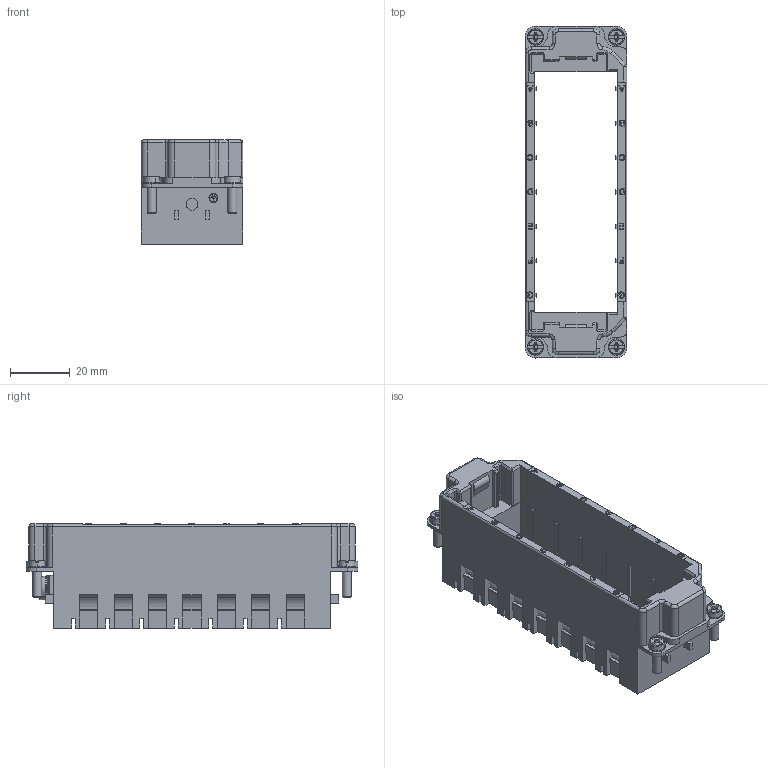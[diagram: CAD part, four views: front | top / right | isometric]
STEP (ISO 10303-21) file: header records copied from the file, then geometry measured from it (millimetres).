
FILE_DESCRIPTION(/* description */ (''),/* implementation_level */ '2;1');
FILE_NAME(/* name */ 'c146 p24 001 g8nxc001-02.stp',/* time_stamp */ '2021-03-22T09:26:49+01:00',/* author */ (''),/* organization */ (''),/* preprocessor_version */ 'ST-DEVELOPER v16.7',/* originating_system */ 'SIEMENS PLM Software NX 12.0',/* authorisation */ '');
FILE_SCHEMA (('AUTOMOTIVE_DESIGN { 1 0 10303 214 3 1 1 1 }'));
Length unit declared in the file: millimetre
Products named in the file (1): c146 p24 001 g8nxc001-02
Bounding box: 34.01 x 111 x 34.9 mm (x, y, z)
Volume: 32379.3 mm3; surface area: 22202.1 mm2
Topology: 1 solids, 1 shells, 1011 faces, 2728 edges, 1805 vertices
Faces by surface type: plane 750, extrusion 100, cylinder 91, cone 46, torus 12, bspline 10, sphere 2
Full cylindrical faces by diameter (mm): 3 x4, 4 x3, 5.5 x4, 8 x1
Entity records: 36894 total; most frequent: CARTESIAN_POINT 11579, ORIENTED_EDGE 5394, DIRECTION 4383, EDGE_CURVE 2697, VECTOR 2037, LINE 1937, VERTEX_POINT 1796, AXIS2_PLACEMENT_3D 1173
